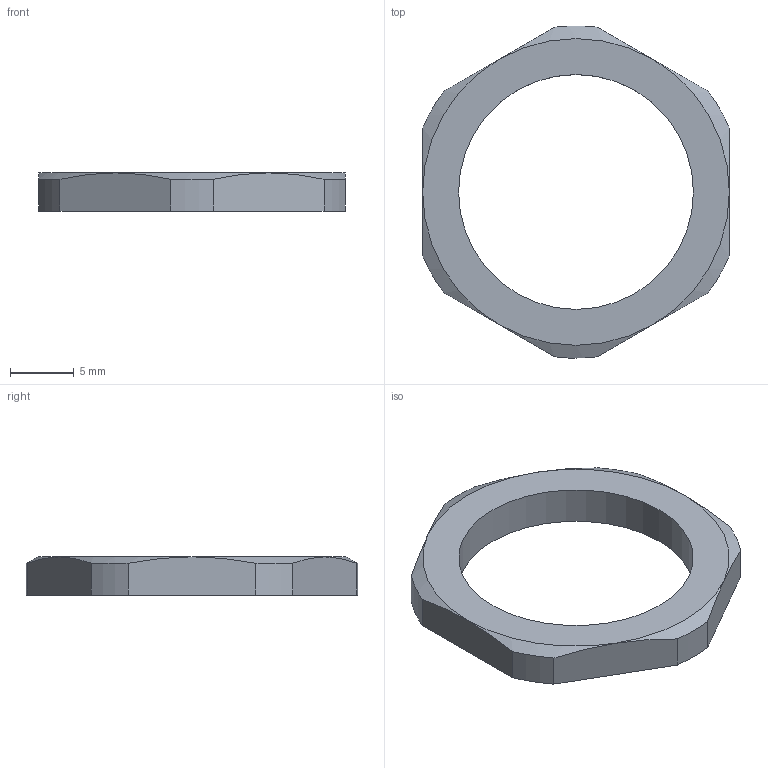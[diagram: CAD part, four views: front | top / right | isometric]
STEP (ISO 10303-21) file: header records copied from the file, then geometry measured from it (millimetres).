
FILE_DESCRIPTION(/* description */ (''),/* implementation_level */ '2;1');
FILE_NAME(/* name */ 'ohneDaten_Sechskantmutter_M20x1_5_SW24_stp.stp',/* time_stamp */ '2018-09-04T16:06:04+02:00',/* author */ (''),/* organization */ (''),/* preprocessor_version */ 'ST-DEVELOPER v16',/* originating_system */ 'SIEMENS PLM Software NX 10.0',/* authorisation */ '');
FILE_SCHEMA (('AUTOMOTIVE_DESIGN { 1 0 10303 214 3 1 1 1 }'));
Length unit declared in the file: millimetre
Products named in the file (1): ohneDaten_Sechskantmutter_M20x1_5_SW24_stp
Bounding box: 24 x 25.98 x 3 mm (x, y, z)
Volume: 668 mm3; surface area: 848.4 mm2
Topology: 1 solids, 1 shells, 21 faces, 51 edges, 32 vertices
Faces by surface type: plane 8, cylinder 7, cone 6
Full cylindrical faces by diameter (mm): 18.38 x1
Entity records: 652 total; most frequent: CARTESIAN_POINT 140, DIRECTION 102, ORIENTED_EDGE 100, EDGE_CURVE 50, AXIS2_PLACEMENT_3D 42, VERTEX_POINT 32, EDGE_LOOP 24, ADVANCED_FACE 21
